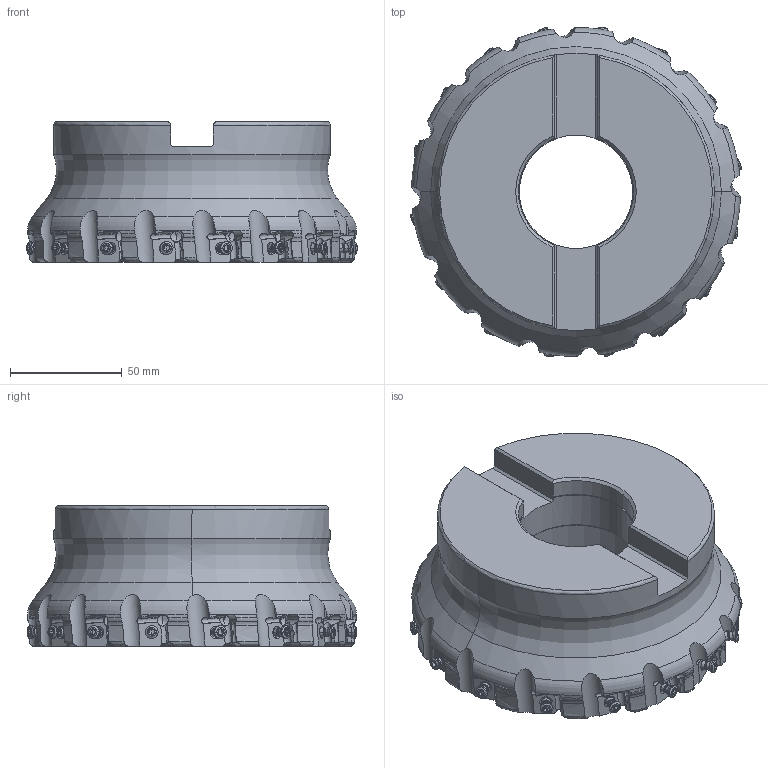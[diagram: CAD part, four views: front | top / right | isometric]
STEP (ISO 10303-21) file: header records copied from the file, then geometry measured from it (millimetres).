
FILE_DESCRIPTION(/* description */ (''),/* implementation_level */ '2;1');
FILE_NAME(/* name */ 'VOX400UR0616F.stp',/* time_stamp */ '2019-03-26T13:44:49+09:00',/* author */ (''),/* organization */ (''),/* preprocessor_version */ 'ST-DEVELOPER v16',/* originating_system */ 'SIEMENS PLM Software NX 10.0',/* authorisation */ '');
FILE_SCHEMA (('AUTOMOTIVE_DESIGN { 1 0 10303 214 3 1 1 1 }'));
Products named in the file (1): VOX400UR0616F_ASM
Bounding box: 147.98 x 147.32 x 62.8 mm (x, y, z)
Volume: 571196 mm3; surface area: 73181.9 mm2
Topology: 17 solids, 17 shells, 1296 faces, 3760 edges, 2418 vertices
Faces by surface type: cylinder 568, cone 266, plane 244, torus 170, sphere 48
Entity records: 57214 total; most frequent: CARTESIAN_POINT 23832, ORIENTED_EDGE 7296, DIRECTION 6722, EDGE_CURVE 3648, AXIS2_PLACEMENT_3D 2786, VERTEX_POINT 2418, CIRCLE 1338, EDGE_LOOP 1330
